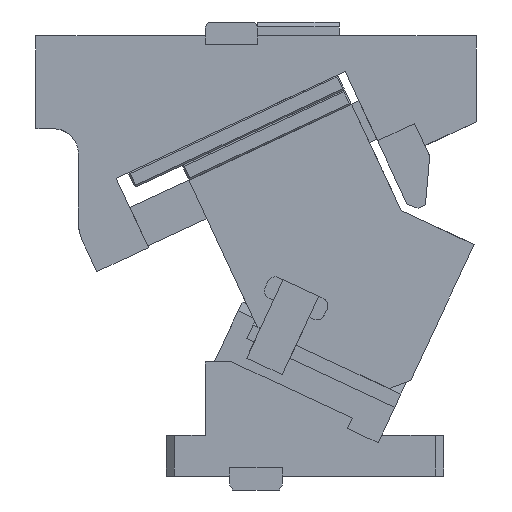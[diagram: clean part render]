
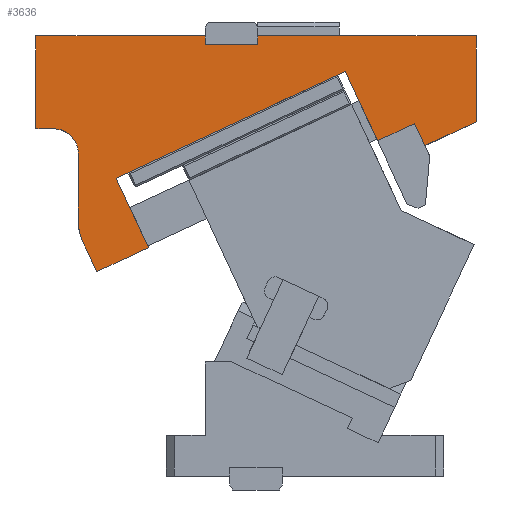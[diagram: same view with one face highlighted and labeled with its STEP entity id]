
A CAD part, front view. The second image highlights one B-rep face of the part: STEP entity #3636.
In plain terms, the highlighted planar face has unit normal (0, -1, 0).
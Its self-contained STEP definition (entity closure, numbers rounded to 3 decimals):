
#3166=CARTESIAN_POINT('Vertex',(109.694,0.,248.238)) ;
#3169=CARTESIAN_POINT('Line Origine',(39.455,0.,215.485)) ;
#3173=CARTESIAN_POINT('Vertex',(-30.784,0.,182.732)) ;
#3413=CARTESIAN_POINT('Vertex',(129.557,0.,205.641)) ;
#3416=CARTESIAN_POINT('Line Origine',(119.626,0.,226.939)) ;
#3478=CARTESIAN_POINT('Axis2P3D Location',(-3.865,0.,229.366)) ;
#3483=CARTESIAN_POINT('Line Origine',(-46.915,0.,134.509)) ;
#3487=CARTESIAN_POINT('Vertex',(-42.641,0.,125.344)) ;
#3489=CARTESIAN_POINT('Vertex',(-51.189,0.,143.675)) ;
#3492=CARTESIAN_POINT('Line Origine',(-26.781,0.,132.739)) ;
#3496=CARTESIAN_POINT('Vertex',(-10.921,0.,140.135)) ;
#3499=CARTESIAN_POINT('Line Origine',(-20.852,0.,161.433)) ;
#3504=CARTESIAN_POINT('Line Origine',(140.886,0.,210.924)) ;
#3508=CARTESIAN_POINT('Vertex',(152.215,0.,216.207)) ;
#3511=CARTESIAN_POINT('Line Origine',(155.384,0.,209.409)) ;
#3515=CARTESIAN_POINT('Vertex',(158.554,0.,202.612)) ;
#3518=CARTESIAN_POINT('Line Origine',(174.277,0.,209.944)) ;
#3522=CARTESIAN_POINT('Vertex',(190.,0.,217.275)) ;
#3525=CARTESIAN_POINT('Line Origine',(190.,0.,243.638)) ;
#3529=CARTESIAN_POINT('Vertex',(190.,0.,270.)) ;
#3532=CARTESIAN_POINT('Line Origine',(123.,0.,270.)) ;
#3536=CARTESIAN_POINT('Vertex',(56.,0.,270.)) ;
#3539=CARTESIAN_POINT('Line Origine',(56.,0.,267.25)) ;
#3543=CARTESIAN_POINT('Vertex',(56.,0.,264.5)) ;
#3546=CARTESIAN_POINT('Line Origine',(40.,0.,264.5)) ;
#3550=CARTESIAN_POINT('Vertex',(24.,0.,264.5)) ;
#3553=CARTESIAN_POINT('Line Origine',(24.,0.,267.25)) ;
#3557=CARTESIAN_POINT('Vertex',(24.,0.,270.)) ;
#3560=CARTESIAN_POINT('Line Origine',(-28.,0.,270.)) ;
#3564=CARTESIAN_POINT('Vertex',(-80.,0.,270.)) ;
#3567=CARTESIAN_POINT('Line Origine',(-80.,0.,241.5)) ;
#3571=CARTESIAN_POINT('Vertex',(-80.,0.,213.)) ;
#3574=CARTESIAN_POINT('Line Origine',(-74.5,0.,213.)) ;
#3578=CARTESIAN_POINT('Vertex',(-69.,0.,213.)) ;
#3582=CARTESIAN_POINT('Control Point',(-69.,0.,213.)) ;
#3583=CARTESIAN_POINT('Control Point',(-67.482,0.,213.)) ;
#3584=CARTESIAN_POINT('Control Point',(-65.964,0.,212.808)) ;
#3585=CARTESIAN_POINT('Control Point',(-64.479,0.,212.424)) ;
#3586=CARTESIAN_POINT('Control Point',(-61.637,0.,211.289)) ;
#3587=CARTESIAN_POINT('Control Point',(-59.168,0.,209.481)) ;
#3588=CARTESIAN_POINT('Control Point',(-58.055,0.,208.425)) ;
#3589=CARTESIAN_POINT('Control Point',(-56.119,0.,206.055)) ;
#3590=CARTESIAN_POINT('Control Point',(-54.835,0.,203.278)) ;
#3591=CARTESIAN_POINT('Control Point',(-54.373,0.,201.815)) ;
#3592=CARTESIAN_POINT('Control Point',(-54.073,0.,200.152)) ;
#3593=CARTESIAN_POINT('Control Point',(-54.006,0.,198.476)) ;
#3594=CARTESIAN_POINT('Control Point',(-54.002,0.,198.317)) ;
#3595=CARTESIAN_POINT('Control Point',(-54.,0.,198.159)) ;
#3596=CARTESIAN_POINT('Control Point',(-54.,0.,198.)) ;
#3597=CARTESIAN_POINT('Vertex',(-54.,0.,198.)) ;
#3600=CARTESIAN_POINT('Line Origine',(-54.,0.,177.177)) ;
#3604=CARTESIAN_POINT('Vertex',(-54.,0.,156.353)) ;
#3608=CARTESIAN_POINT('Control Point',(-51.189,0.,143.675)) ;
#3609=CARTESIAN_POINT('Control Point',(-52.296,0.,146.047)) ;
#3610=CARTESIAN_POINT('Control Point',(-53.143,0.,148.541)) ;
#3611=CARTESIAN_POINT('Control Point',(-53.714,0.,151.117)) ;
#3612=CARTESIAN_POINT('Control Point',(-54.,0.,153.735)) ;
#3613=CARTESIAN_POINT('Control Point',(-54.,0.,156.353)) ;
#3170=DIRECTION('Vector Direction',(0.906,0.,0.423)) ;
#3417=DIRECTION('Vector Direction',(0.423,0.,-0.906)) ;
#3479=DIRECTION('Axis2P3D Direction',(0.,-1.,0.)) ;
#3480=DIRECTION('Axis2P3D XDirection',(1.,0.,0.)) ;
#3484=DIRECTION('Vector Direction',(-0.423,0.,0.906)) ;
#3493=DIRECTION('Vector Direction',(0.906,0.,0.423)) ;
#3500=DIRECTION('Vector Direction',(0.423,0.,-0.906)) ;
#3505=DIRECTION('Vector Direction',(0.906,0.,0.423)) ;
#3512=DIRECTION('Vector Direction',(0.423,0.,-0.906)) ;
#3519=DIRECTION('Vector Direction',(0.906,0.,0.423)) ;
#3526=DIRECTION('Vector Direction',(0.,0.,-1.)) ;
#3533=DIRECTION('Vector Direction',(1.,0.,0.)) ;
#3540=DIRECTION('Vector Direction',(0.,0.,1.)) ;
#3547=DIRECTION('Vector Direction',(1.,0.,0.)) ;
#3554=DIRECTION('Vector Direction',(0.,0.,-1.)) ;
#3561=DIRECTION('Vector Direction',(1.,0.,0.)) ;
#3568=DIRECTION('Vector Direction',(0.,0.,1.)) ;
#3575=DIRECTION('Vector Direction',(1.,0.,0.)) ;
#3601=DIRECTION('Vector Direction',(0.,0.,-1.)) ;
#3481=AXIS2_PLACEMENT_3D('Plane Axis2P3D',#3478,#3479,#3480) ;
#3616=ORIENTED_EDGE('',*,*,#3491,.F.) ;
#3617=ORIENTED_EDGE('',*,*,#3498,.T.) ;
#3618=ORIENTED_EDGE('',*,*,#3503,.T.) ;
#3619=ORIENTED_EDGE('',*,*,#3175,.T.) ;
#3620=ORIENTED_EDGE('',*,*,#3420,.T.) ;
#3621=ORIENTED_EDGE('',*,*,#3510,.T.) ;
#3622=ORIENTED_EDGE('',*,*,#3517,.T.) ;
#3623=ORIENTED_EDGE('',*,*,#3524,.T.) ;
#3624=ORIENTED_EDGE('',*,*,#3531,.F.) ;
#3625=ORIENTED_EDGE('',*,*,#3538,.F.) ;
#3626=ORIENTED_EDGE('',*,*,#3545,.F.) ;
#3627=ORIENTED_EDGE('',*,*,#3552,.F.) ;
#3628=ORIENTED_EDGE('',*,*,#3559,.F.) ;
#3629=ORIENTED_EDGE('',*,*,#3566,.F.) ;
#3630=ORIENTED_EDGE('',*,*,#3573,.F.) ;
#3631=ORIENTED_EDGE('',*,*,#3580,.F.) ;
#3632=ORIENTED_EDGE('',*,*,#3599,.T.) ;
#3633=ORIENTED_EDGE('',*,*,#3606,.T.) ;
#3634=ORIENTED_EDGE('',*,*,#3614,.F.) ;
#3171=VECTOR('Line Direction',#3170,1.) ;
#3418=VECTOR('Line Direction',#3417,1.) ;
#3485=VECTOR('Line Direction',#3484,1.) ;
#3494=VECTOR('Line Direction',#3493,1.) ;
#3501=VECTOR('Line Direction',#3500,1.) ;
#3506=VECTOR('Line Direction',#3505,1.) ;
#3513=VECTOR('Line Direction',#3512,1.) ;
#3520=VECTOR('Line Direction',#3519,1.) ;
#3527=VECTOR('Line Direction',#3526,1.) ;
#3534=VECTOR('Line Direction',#3533,1.) ;
#3541=VECTOR('Line Direction',#3540,1.) ;
#3548=VECTOR('Line Direction',#3547,1.) ;
#3555=VECTOR('Line Direction',#3554,1.) ;
#3562=VECTOR('Line Direction',#3561,1.) ;
#3569=VECTOR('Line Direction',#3568,1.) ;
#3576=VECTOR('Line Direction',#3575,1.) ;
#3602=VECTOR('Line Direction',#3601,1.) ;
#3636=ADVANCED_FACE('CAM HOLDER',(#3635),#3482,.T.) ;
#3581=B_SPLINE_CURVE_WITH_KNOTS('',5,(#3582,#3583,#3584,#3585,#3586,#3587,#3588,#3589,#3590,#3591,#3592,#3593,#3594,#3595,#3596),.UNSPECIFIED.,.F.,.U.,(6,3,3,3,6),(0.,10.733,21.466,32.199,33.321),.UNSPECIFIED.) ;
#3607=B_SPLINE_CURVE_WITH_KNOTS('',5,(#3608,#3609,#3610,#3611,#3612,#3613),.UNSPECIFIED.,.F.,.U.,(6,6),(0.,18.512),.UNSPECIFIED.) ;
#3175=EDGE_CURVE('',#3174,#3167,#3172,.T.) ;
#3420=EDGE_CURVE('',#3167,#3414,#3419,.T.) ;
#3491=EDGE_CURVE('',#3488,#3490,#3486,.T.) ;
#3498=EDGE_CURVE('',#3488,#3497,#3495,.T.) ;
#3503=EDGE_CURVE('',#3497,#3174,#3502,.F.) ;
#3510=EDGE_CURVE('',#3414,#3509,#3507,.T.) ;
#3517=EDGE_CURVE('',#3509,#3516,#3514,.T.) ;
#3524=EDGE_CURVE('',#3516,#3523,#3521,.T.) ;
#3531=EDGE_CURVE('',#3530,#3523,#3528,.T.) ;
#3538=EDGE_CURVE('',#3537,#3530,#3535,.T.) ;
#3545=EDGE_CURVE('',#3544,#3537,#3542,.T.) ;
#3552=EDGE_CURVE('',#3551,#3544,#3549,.T.) ;
#3559=EDGE_CURVE('',#3558,#3551,#3556,.T.) ;
#3566=EDGE_CURVE('',#3565,#3558,#3563,.T.) ;
#3573=EDGE_CURVE('',#3572,#3565,#3570,.T.) ;
#3580=EDGE_CURVE('',#3579,#3572,#3577,.F.) ;
#3599=EDGE_CURVE('',#3579,#3598,#3581,.T.) ;
#3606=EDGE_CURVE('',#3598,#3605,#3603,.T.) ;
#3614=EDGE_CURVE('',#3490,#3605,#3607,.T.) ;
#3615=EDGE_LOOP('',(#3616,#3617,#3618,#3619,#3620,#3621,#3622,#3623,#3624,#3625,#3626,#3627,#3628,#3629,#3630,#3631,#3632,#3633,#3634)) ;
#3635=FACE_OUTER_BOUND('',#3615,.T.) ;
#3172=LINE('Line',#3169,#3171) ;
#3419=LINE('Line',#3416,#3418) ;
#3486=LINE('Line',#3483,#3485) ;
#3495=LINE('Line',#3492,#3494) ;
#3502=LINE('Line',#3499,#3501) ;
#3507=LINE('Line',#3504,#3506) ;
#3514=LINE('Line',#3511,#3513) ;
#3521=LINE('Line',#3518,#3520) ;
#3528=LINE('Line',#3525,#3527) ;
#3535=LINE('Line',#3532,#3534) ;
#3542=LINE('Line',#3539,#3541) ;
#3549=LINE('Line',#3546,#3548) ;
#3556=LINE('Line',#3553,#3555) ;
#3563=LINE('Line',#3560,#3562) ;
#3570=LINE('Line',#3567,#3569) ;
#3577=LINE('Line',#3574,#3576) ;
#3603=LINE('Line',#3600,#3602) ;
#3482=PLANE('Plane',#3481) ;
#3167=VERTEX_POINT('',#3166) ;
#3174=VERTEX_POINT('',#3173) ;
#3414=VERTEX_POINT('',#3413) ;
#3488=VERTEX_POINT('',#3487) ;
#3490=VERTEX_POINT('',#3489) ;
#3497=VERTEX_POINT('',#3496) ;
#3509=VERTEX_POINT('',#3508) ;
#3516=VERTEX_POINT('',#3515) ;
#3523=VERTEX_POINT('',#3522) ;
#3530=VERTEX_POINT('',#3529) ;
#3537=VERTEX_POINT('',#3536) ;
#3544=VERTEX_POINT('',#3543) ;
#3551=VERTEX_POINT('',#3550) ;
#3558=VERTEX_POINT('',#3557) ;
#3565=VERTEX_POINT('',#3564) ;
#3572=VERTEX_POINT('',#3571) ;
#3579=VERTEX_POINT('',#3578) ;
#3598=VERTEX_POINT('',#3597) ;
#3605=VERTEX_POINT('',#3604) ;
